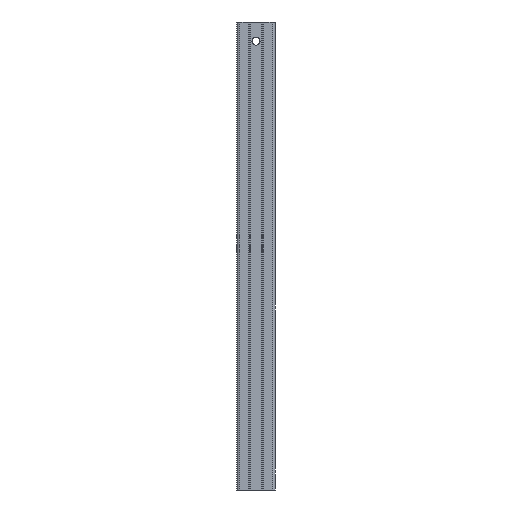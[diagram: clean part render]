
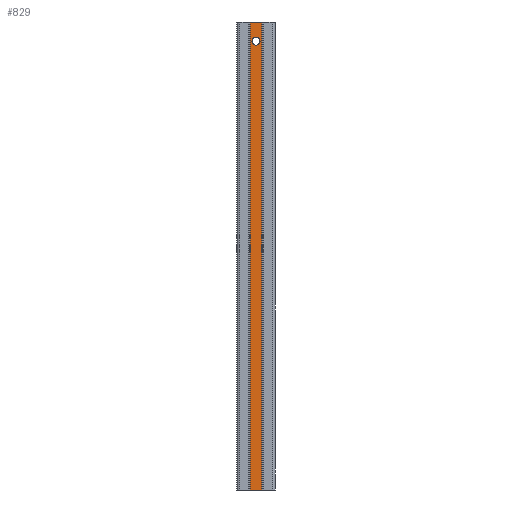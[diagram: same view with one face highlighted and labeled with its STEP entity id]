
A CAD part, left-side view. The second image highlights one B-rep face of the part: STEP entity #829.
In plain terms, the highlighted planar face has unit normal (-1, 0, 0).
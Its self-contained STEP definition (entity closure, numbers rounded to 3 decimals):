
#66 = CARTESIAN_POINT ( 'NONE',  ( -3.85, -3.143, 122.7 ) ) ;
#119 = ORIENTED_EDGE ( 'NONE', *, *, #120, .F. ) ;
#120 = EDGE_CURVE ( 'NONE', #3205, #4152, #3107, .T. ) ;
#123 = LINE ( 'NONE', #3571, #4457 ) ;
#363 = EDGE_CURVE ( 'NONE', #570, #4152, #4147, .T. ) ;
#538 = CARTESIAN_POINT ( 'NONE',  ( -3.85, 0., 110.6 ) ) ;
#570 = VERTEX_POINT ( 'NONE', #3580 ) ;
#627 = DIRECTION ( 'NONE',  ( 0., -1., 0. ) ) ;
#641 = LINE ( 'NONE', #2406, #1860 ) ;
#732 = CARTESIAN_POINT ( 'NONE',  ( -3.85, -3.143, -122.7 ) ) ;
#797 = CARTESIAN_POINT ( 'NONE',  ( -3.85, -3.143, 122.7 ) ) ;
#808 = EDGE_CURVE ( 'NONE', #3336, #4398, #1872, .T. ) ;
#828 = ORIENTED_EDGE ( 'NONE', *, *, #363, .T. ) ;
#829 = ADVANCED_FACE ( 'NONE', ( #2627, #4400 ), #4339, .F. ) ;
#850 = CIRCLE ( 'NONE', #3812, 2.1 ) ;
#1033 = CARTESIAN_POINT ( 'NONE',  ( -3.85, -3.143, -122.7 ) ) ;
#1049 = VECTOR ( 'NONE', #2524, 1000. ) ;
#1204 = CARTESIAN_POINT ( 'NONE',  ( -3.85, -3.143, 122.7 ) ) ;
#1242 = DIRECTION ( 'NONE',  ( 0., 0., 1. ) ) ;
#1260 = DIRECTION ( 'NONE',  ( -1., 0., 0. ) ) ;
#1329 = EDGE_CURVE ( 'NONE', #2446, #570, #641, .T. ) ;
#1346 = AXIS2_PLACEMENT_3D ( 'NONE', #2472, #3198, #3855 ) ;
#1473 = EDGE_CURVE ( 'NONE', #2446, #3205, #123, .T. ) ;
#1712 = AXIS2_PLACEMENT_3D ( 'NONE', #1204, #4011, #2672 ) ;
#1781 = CARTESIAN_POINT ( 'NONE',  ( -3.85, 3.143, 122.7 ) ) ;
#1860 = VECTOR ( 'NONE', #3789, 1000. ) ;
#1872 = CIRCLE ( 'NONE', #1346, 2.1 ) ;
#2258 = EDGE_CURVE ( 'NONE', #4398, #3336, #850, .T. ) ;
#2356 = VECTOR ( 'NONE', #627, 1000. ) ;
#2390 = EDGE_LOOP ( 'NONE', ( #828, #119, #3615, #4331 ) ) ;
#2406 = CARTESIAN_POINT ( 'NONE',  ( -3.85, 3.143, 122.7 ) ) ;
#2446 = VERTEX_POINT ( 'NONE', #1781 ) ;
#2472 = CARTESIAN_POINT ( 'NONE',  ( -3.85, 0., 112.7 ) ) ;
#2524 = DIRECTION ( 'NONE',  ( 0., 0., -1. ) ) ;
#2627 = FACE_BOUND ( 'NONE', #3132, .T. ) ;
#2672 = DIRECTION ( 'NONE',  ( 0., 0., -1. ) ) ;
#2683 = ORIENTED_EDGE ( 'NONE', *, *, #808, .F. ) ;
#3107 = LINE ( 'NONE', #66, #1049 ) ;
#3132 = EDGE_LOOP ( 'NONE', ( #3868, #2683 ) ) ;
#3198 = DIRECTION ( 'NONE',  ( -1., 0., 0. ) ) ;
#3205 = VERTEX_POINT ( 'NONE', #797 ) ;
#3336 = VERTEX_POINT ( 'NONE', #538 ) ;
#3571 = CARTESIAN_POINT ( 'NONE',  ( -3.85, -3.143, 122.7 ) ) ;
#3580 = CARTESIAN_POINT ( 'NONE',  ( -3.85, 3.143, -122.7 ) ) ;
#3615 = ORIENTED_EDGE ( 'NONE', *, *, #1473, .F. ) ;
#3646 = CARTESIAN_POINT ( 'NONE',  ( -3.85, 0., 112.7 ) ) ;
#3780 = CARTESIAN_POINT ( 'NONE',  ( -3.85, 0., 114.8 ) ) ;
#3789 = DIRECTION ( 'NONE',  ( 0., 0., -1. ) ) ;
#3812 = AXIS2_PLACEMENT_3D ( 'NONE', #3646, #1260, #1242 ) ;
#3855 = DIRECTION ( 'NONE',  ( 0., 0., 1. ) ) ;
#3868 = ORIENTED_EDGE ( 'NONE', *, *, #2258, .F. ) ;
#4011 = DIRECTION ( 'NONE',  ( 1., 0., 0. ) ) ;
#4147 = LINE ( 'NONE', #1033, #2356 ) ;
#4152 = VERTEX_POINT ( 'NONE', #732 ) ;
#4303 = DIRECTION ( 'NONE',  ( 0., -1., 0. ) ) ;
#4331 = ORIENTED_EDGE ( 'NONE', *, *, #1329, .T. ) ;
#4339 = PLANE ( 'NONE',  #1712 ) ;
#4398 = VERTEX_POINT ( 'NONE', #3780 ) ;
#4400 = FACE_OUTER_BOUND ( 'NONE', #2390, .T. ) ;
#4457 = VECTOR ( 'NONE', #4303, 1000. ) ;
